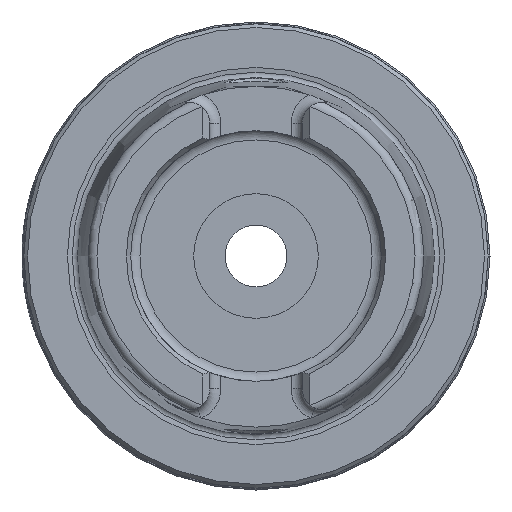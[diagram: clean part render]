
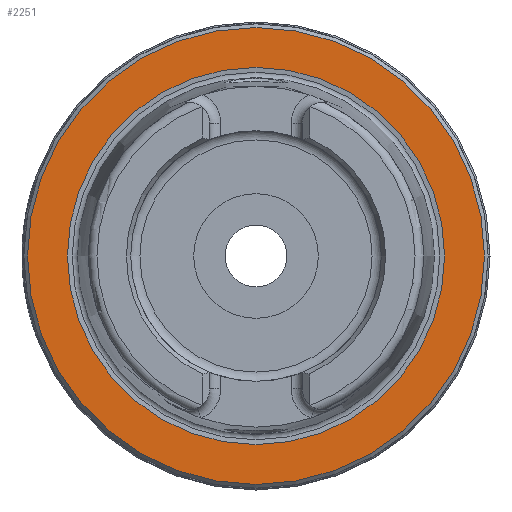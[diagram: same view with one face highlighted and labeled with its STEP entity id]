
A CAD part, left-side view. The second image highlights one B-rep face of the part: STEP entity #2251.
In plain terms, the highlighted planar face has unit normal (-1, 0, 0).
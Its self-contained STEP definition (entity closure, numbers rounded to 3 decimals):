
#72=PLANE('',#2533);
#114=FACE_BOUND('',#501,.T.);
#357=FACE_OUTER_BOUND('',#500,.T.);
#500=EDGE_LOOP('',(#2092));
#501=EDGE_LOOP('',(#2093));
#865=CIRCLE('',#2532,25.588);
#866=CIRCLE('',#2534,31.);
#1088=VERTEX_POINT('',#5126);
#1089=VERTEX_POINT('',#5130);
#1424=EDGE_CURVE('',#1088,#1088,#865,.T.);
#1425=EDGE_CURVE('',#1089,#1089,#866,.T.);
#2092=ORIENTED_EDGE('',*,*,#1425,.F.);
#2093=ORIENTED_EDGE('',*,*,#1424,.T.);
#2251=ADVANCED_FACE('',(#357,#114),#72,.T.);
#2532=AXIS2_PLACEMENT_3D('',#5128,#3165,#3166);
#2533=AXIS2_PLACEMENT_3D('',#5129,#3167,#3168);
#2534=AXIS2_PLACEMENT_3D('',#5131,#3169,#3170);
#3165=DIRECTION('center_axis',(1.,0.,0.));
#3166=DIRECTION('ref_axis',(0.,0.,-1.));
#3167=DIRECTION('center_axis',(-1.,0.,0.));
#3168=DIRECTION('ref_axis',(0.,0.,1.));
#3169=DIRECTION('center_axis',(1.,0.,0.));
#3170=DIRECTION('ref_axis',(0.,0.,-1.));
#5126=CARTESIAN_POINT('',(0.,-25.588,0.));
#5128=CARTESIAN_POINT('Origin',(0.,0.,0.));
#5129=CARTESIAN_POINT('Origin',(0.,31.,0.));
#5130=CARTESIAN_POINT('',(0.,-31.,0.));
#5131=CARTESIAN_POINT('Origin',(0.,0.,0.));
